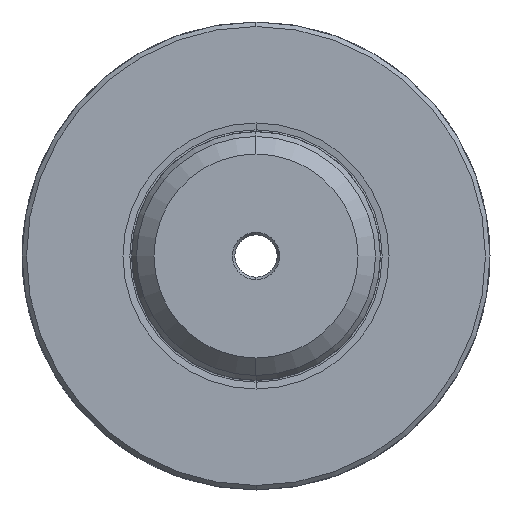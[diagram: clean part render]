
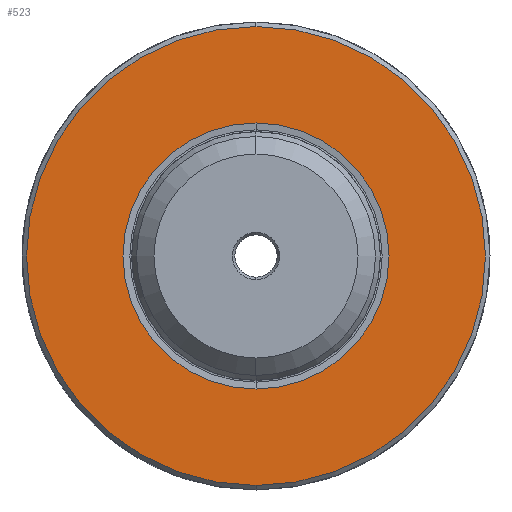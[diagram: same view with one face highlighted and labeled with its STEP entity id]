
A CAD part, left-side view. The second image highlights one B-rep face of the part: STEP entity #523.
In plain terms, the highlighted planar face has unit normal (-1, 0, 0).
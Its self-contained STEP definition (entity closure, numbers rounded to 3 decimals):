
#3 = FACE_OUTER_BOUND ( 'NONE', #1276, .T. ) ;
#164 = AXIS2_PLACEMENT_3D ( 'NONE', #570, #2967, #528 ) ;
#196 = DIRECTION ( 'NONE',  ( 0., 0., -1. ) ) ;
#225 = CIRCLE ( 'NONE', #1315, 26.715 ) ;
#266 = FACE_BOUND ( 'NONE', #1219, .T. ) ;
#507 = DIRECTION ( 'NONE',  ( 1., 0., 0. ) ) ;
#523 = ADVANCED_FACE ( 'NONE', ( #266, #3 ), #1480, .T. ) ;
#528 = DIRECTION ( 'NONE',  ( 0., 0., -1. ) ) ;
#556 = ORIENTED_EDGE ( 'NONE', *, *, #601, .F. ) ;
#570 = CARTESIAN_POINT ( 'NONE',  ( 0., 0., 0. ) ) ;
#601 = EDGE_CURVE ( 'NONE', #2065, #2431, #1373, .T. ) ;
#612 = CIRCLE ( 'NONE', #2849, 46.1 ) ;
#642 = VERTEX_POINT ( 'NONE', #1141 ) ;
#764 = ORIENTED_EDGE ( 'NONE', *, *, #2191, .T. ) ;
#802 = CARTESIAN_POINT ( 'NONE',  ( 0., 0., 0. ) ) ;
#1087 = CIRCLE ( 'NONE', #3831, 26.715 ) ;
#1141 = CARTESIAN_POINT ( 'NONE',  ( 0., 0., 26.715 ) ) ;
#1169 = DIRECTION ( 'NONE',  ( 0., 0., -1. ) ) ;
#1179 = EDGE_CURVE ( 'NONE', #642, #1370, #1087, .T. ) ;
#1219 = EDGE_LOOP ( 'NONE', ( #3749, #764 ) ) ;
#1276 = EDGE_LOOP ( 'NONE', ( #3403, #556 ) ) ;
#1315 = AXIS2_PLACEMENT_3D ( 'NONE', #2149, #1848, #1169 ) ;
#1370 = VERTEX_POINT ( 'NONE', #3535 ) ;
#1373 = CIRCLE ( 'NONE', #164, 46.1 ) ;
#1480 = PLANE ( 'NONE',  #2175 ) ;
#1698 = DIRECTION ( 'NONE',  ( 1., 0., 0. ) ) ;
#1848 = DIRECTION ( 'NONE',  ( 1., 0., 0. ) ) ;
#2015 = CARTESIAN_POINT ( 'NONE',  ( 0., 0., -46.1 ) ) ;
#2065 = VERTEX_POINT ( 'NONE', #2170 ) ;
#2149 = CARTESIAN_POINT ( 'NONE',  ( 0., 0., 0. ) ) ;
#2170 = CARTESIAN_POINT ( 'NONE',  ( 0., 0., 46.1 ) ) ;
#2175 = AXIS2_PLACEMENT_3D ( 'NONE', #2701, #2442, #3921 ) ;
#2191 = EDGE_CURVE ( 'NONE', #1370, #642, #225, .T. ) ;
#2431 = VERTEX_POINT ( 'NONE', #2015 ) ;
#2442 = DIRECTION ( 'NONE',  ( -1., 0., 0. ) ) ;
#2536 = EDGE_CURVE ( 'NONE', #2431, #2065, #612, .T. ) ;
#2701 = CARTESIAN_POINT ( 'NONE',  ( 0., 26.715, 0. ) ) ;
#2849 = AXIS2_PLACEMENT_3D ( 'NONE', #802, #1698, #2960 ) ;
#2960 = DIRECTION ( 'NONE',  ( 0., 0., -1. ) ) ;
#2967 = DIRECTION ( 'NONE',  ( 1., 0., 0. ) ) ;
#3221 = CARTESIAN_POINT ( 'NONE',  ( 0., 0., 0. ) ) ;
#3403 = ORIENTED_EDGE ( 'NONE', *, *, #2536, .F. ) ;
#3535 = CARTESIAN_POINT ( 'NONE',  ( 0., 0., -26.715 ) ) ;
#3749 = ORIENTED_EDGE ( 'NONE', *, *, #1179, .T. ) ;
#3831 = AXIS2_PLACEMENT_3D ( 'NONE', #3221, #507, #196 ) ;
#3921 = DIRECTION ( 'NONE',  ( 0., 0., 1. ) ) ;
